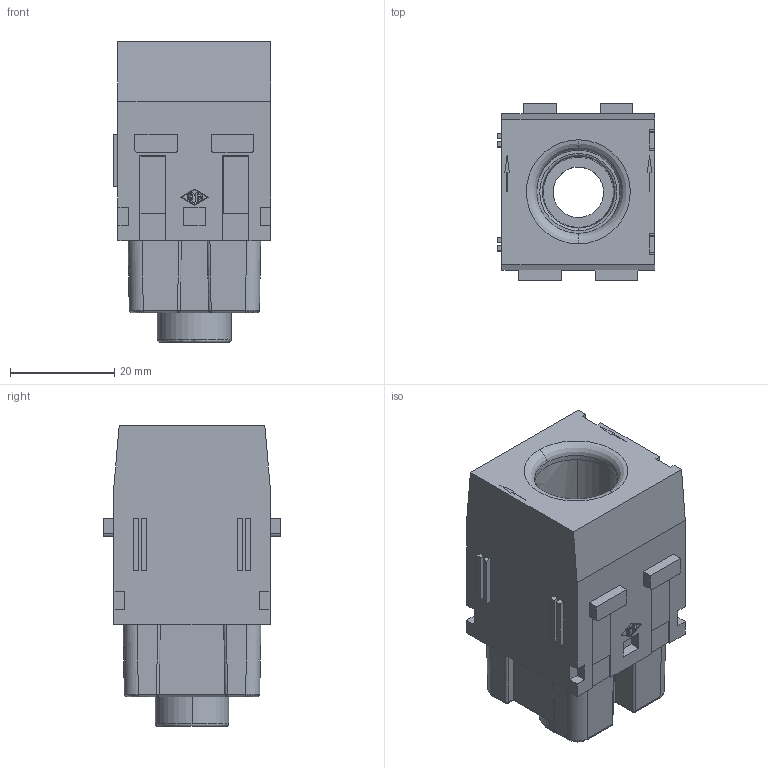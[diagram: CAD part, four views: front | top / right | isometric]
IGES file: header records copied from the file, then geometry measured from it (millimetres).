
Start section: Elysium IGES Interface
Global section: file name:CX_01_YF.igs; native system: SolidDesigner 16.00A  16-Aug-2008; preprocessor: CoCreate IGES_3D V2.2; author: Unknown; organization: Unknown; date: 20090203.112405; units: millimetre
Bounding box: 30.3 x 34 x 57.8 mm (x, y, z)
Volume: 27475.6 mm3; surface area: 13726.9 mm2
Topology: 1 solids, 1 shells, 342 faces, 893 edges, 582 vertices
Faces by surface type: bspline 342
